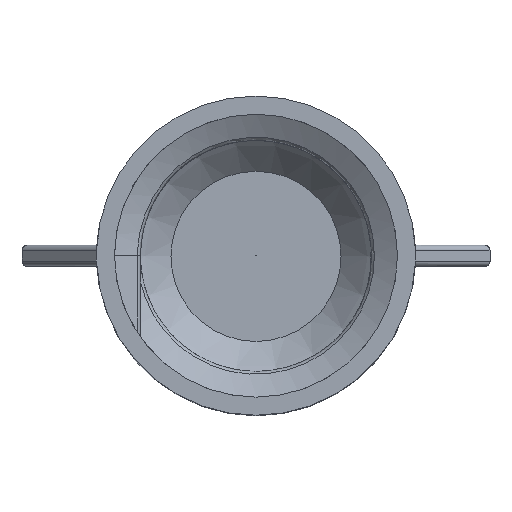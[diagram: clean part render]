
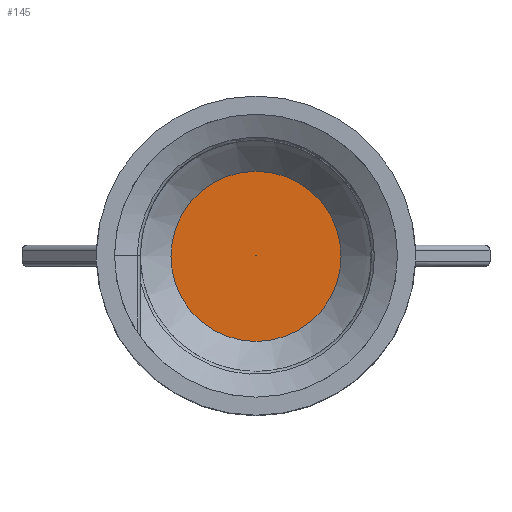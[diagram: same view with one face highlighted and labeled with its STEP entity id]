
A CAD part, top view. The second image highlights one B-rep face of the part: STEP entity #145.
In plain terms, the highlighted planar face has unit normal (0, 0, 1).
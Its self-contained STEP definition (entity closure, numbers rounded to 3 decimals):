
#145=ADVANCED_FACE('',(#2948),#2950,.T.);
#2948=FACE_BOUND('',#2949,.T.);
#2949=EDGE_LOOP('',(#4016));
#2950=PLANE('',#2951);
#2951=AXIS2_PLACEMENT_3D('',#2952,#2953,#2954);
#2952=CARTESIAN_POINT('',(0.,0.,2.));
#2953=DIRECTION('',(0.,0.,1.));
#2954=DIRECTION('',(-1.,0.,0.));
#4016=ORIENTED_EDGE('',*,*,#4200,.T.);
#4200=EDGE_CURVE('',#4388,#4388,#4389,.T.);
#4388=VERTEX_POINT('',#6178);
#4389=CIRCLE('',#6179,8.);
#6178=CARTESIAN_POINT('',(-8.,0.,2.));
#6179=AXIS2_PLACEMENT_3D('',#6180,#6181,#6182);
#6180=CARTESIAN_POINT('',(0.,0.,2.));
#6181=DIRECTION('',(0.,0.,1.));
#6182=DIRECTION('',(-1.,0.,0.));
